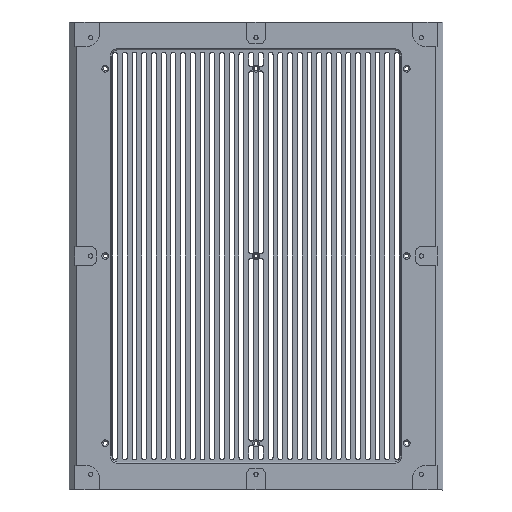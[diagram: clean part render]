
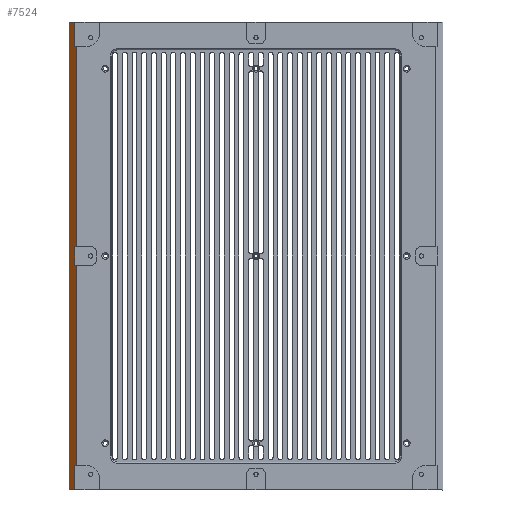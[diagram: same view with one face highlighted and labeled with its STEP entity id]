
A CAD part, left-side view. The second image highlights one B-rep face of the part: STEP entity #7524.
In plain terms, the highlighted planar face has unit normal (-0.707, 0.707, 0).
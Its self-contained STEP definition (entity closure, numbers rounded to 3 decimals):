
#506=FACE_OUTER_BOUND('',#929,.T.);
#929=EDGE_LOOP('',(#5666,#5667,#5668,#5669,#5670,#5671,#5672,#5673,#5674,
#5675,#5676,#5677));
#1266=LINE('',#10637,#2178);
#1270=LINE('',#10648,#2182);
#1349=LINE('',#10975,#2261);
#1359=LINE('',#10996,#2271);
#1620=LINE('',#11571,#2532);
#1623=LINE('',#11578,#2535);
#1625=LINE('',#11582,#2537);
#1626=LINE('',#11584,#2538);
#1627=LINE('',#11586,#2539);
#1628=LINE('',#11587,#2540);
#1629=LINE('',#11589,#2541);
#1630=LINE('',#11590,#2542);
#2178=VECTOR('',#8526,10.);
#2182=VECTOR('',#8534,10.);
#2261=VECTOR('',#8791,10.);
#2271=VECTOR('',#8807,10.);
#2532=VECTOR('',#9240,10.);
#2535=VECTOR('',#9247,10.);
#2537=VECTOR('',#9253,10.);
#2538=VECTOR('',#9254,10.);
#2539=VECTOR('',#9255,10.);
#2540=VECTOR('',#9256,10.);
#2541=VECTOR('',#9257,10.);
#2542=VECTOR('',#9258,10.);
#3065=VERTEX_POINT('',#10569);
#3098=VERTEX_POINT('',#10634);
#3099=VERTEX_POINT('',#10636);
#3104=VERTEX_POINT('',#10646);
#3261=VERTEX_POINT('',#10971);
#3263=VERTEX_POINT('',#10974);
#3271=VERTEX_POINT('',#10995);
#3498=VERTEX_POINT('',#11568);
#3499=VERTEX_POINT('',#11570);
#3502=VERTEX_POINT('',#11583);
#3503=VERTEX_POINT('',#11585);
#3504=VERTEX_POINT('',#11588);
#3861=EDGE_CURVE('',#3099,#3098,#1266,.T.);
#3867=EDGE_CURVE('',#3065,#3104,#1270,.T.);
#4029=EDGE_CURVE('',#3263,#3261,#1349,.T.);
#4039=EDGE_CURVE('',#3263,#3271,#1359,.T.);
#4331=EDGE_CURVE('',#3499,#3498,#1620,.T.);
#4335=EDGE_CURVE('',#3498,#3065,#1623,.T.);
#4337=EDGE_CURVE('',#3499,#3261,#1625,.T.);
#4338=EDGE_CURVE('',#3104,#3502,#1626,.T.);
#4339=EDGE_CURVE('',#3502,#3503,#1627,.T.);
#4340=EDGE_CURVE('',#3503,#3099,#1628,.T.);
#4341=EDGE_CURVE('',#3098,#3504,#1629,.T.);
#4342=EDGE_CURVE('',#3504,#3271,#1630,.T.);
#5666=ORIENTED_EDGE('',*,*,#4029,.T.);
#5667=ORIENTED_EDGE('',*,*,#4337,.F.);
#5668=ORIENTED_EDGE('',*,*,#4331,.T.);
#5669=ORIENTED_EDGE('',*,*,#4335,.T.);
#5670=ORIENTED_EDGE('',*,*,#3867,.T.);
#5671=ORIENTED_EDGE('',*,*,#4338,.T.);
#5672=ORIENTED_EDGE('',*,*,#4339,.T.);
#5673=ORIENTED_EDGE('',*,*,#4340,.T.);
#5674=ORIENTED_EDGE('',*,*,#3861,.T.);
#5675=ORIENTED_EDGE('',*,*,#4341,.T.);
#5676=ORIENTED_EDGE('',*,*,#4342,.T.);
#5677=ORIENTED_EDGE('',*,*,#4039,.F.);
#7240=PLANE('',#8039);
#7524=ADVANCED_FACE('',(#506),#7240,.F.);
#8039=AXIS2_PLACEMENT_3D('',#11581,#9251,#9252);
#8526=DIRECTION('',(0.,0.,1.));
#8534=DIRECTION('',(0.,0.,1.));
#8791=DIRECTION('',(0.,0.,-1.));
#8807=DIRECTION('',(-0.707,-0.707,0.));
#9240=DIRECTION('',(0.,0.,1.));
#9247=DIRECTION('',(-0.707,-0.707,0.));
#9251=DIRECTION('center_axis',(0.707,-0.707,0.));
#9252=DIRECTION('ref_axis',(0.,0.,-1.));
#9253=DIRECTION('',(0.707,0.707,0.));
#9254=DIRECTION('',(0.707,0.707,0.));
#9255=DIRECTION('',(0.,0.,1.));
#9256=DIRECTION('',(-0.707,-0.707,0.));
#9257=DIRECTION('',(0.707,0.707,0.));
#9258=DIRECTION('',(0.,0.,1.));
#10569=CARTESIAN_POINT('',(309.194,112.996,9.259));
#10634=CARTESIAN_POINT('',(309.194,112.996,354.259));
#10636=CARTESIAN_POINT('',(309.194,112.996,189.509));
#10637=CARTESIAN_POINT('',(309.194,112.996,-15.741));
#10646=CARTESIAN_POINT('',(309.194,112.996,174.009));
#10648=CARTESIAN_POINT('',(309.194,112.996,-15.741));
#10971=CARTESIAN_POINT('',(314.694,118.496,-10.741));
#10974=CARTESIAN_POINT('',(314.694,118.496,374.259));
#10975=CARTESIAN_POINT('',(314.694,118.496,278.259));
#10995=CARTESIAN_POINT('',(310.194,113.996,374.259));
#10996=CARTESIAN_POINT('',(165.194,-31.004,374.259));
#11568=CARTESIAN_POINT('',(310.194,113.996,9.259));
#11570=CARTESIAN_POINT('',(310.194,113.996,-10.741));
#11571=CARTESIAN_POINT('',(310.194,113.996,95.759));
#11578=CARTESIAN_POINT('',(235.669,39.47,9.259));
#11581=CARTESIAN_POINT('Origin',(165.194,-31.004,182.259));
#11582=CARTESIAN_POINT('',(165.194,-31.004,-10.741));
#11583=CARTESIAN_POINT('',(310.194,113.996,174.009));
#11584=CARTESIAN_POINT('',(237.694,41.496,174.009));
#11585=CARTESIAN_POINT('',(310.194,113.996,189.509));
#11586=CARTESIAN_POINT('',(310.194,113.996,185.759));
#11587=CARTESIAN_POINT('',(234.444,38.246,189.509));
#11588=CARTESIAN_POINT('',(310.194,113.996,354.259));
#11589=CARTESIAN_POINT('',(234.444,38.246,354.259));
#11590=CARTESIAN_POINT('',(310.194,113.996,276.759));
